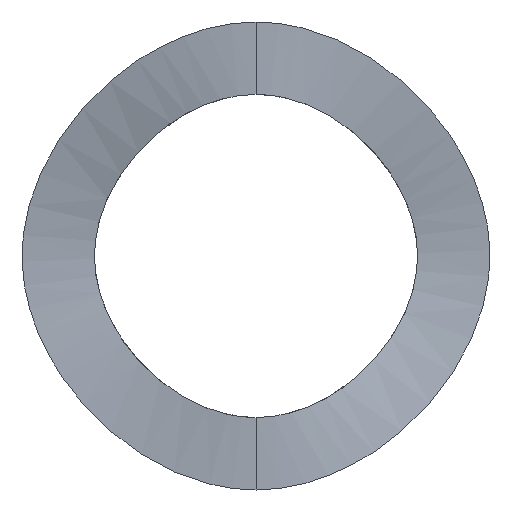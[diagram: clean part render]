
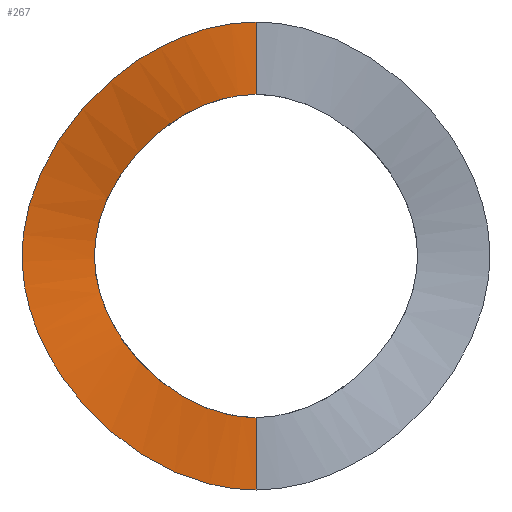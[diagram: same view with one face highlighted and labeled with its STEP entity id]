
A CAD part, front view. The second image highlights one B-rep face of the part: STEP entity #267.
In plain terms, the highlighted free-form (B-spline) face has degree [1, 3] with [2, 7] control points.
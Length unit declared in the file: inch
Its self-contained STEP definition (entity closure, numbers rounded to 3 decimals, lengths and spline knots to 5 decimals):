
#2 = B_SPLINE_SURFACE_WITH_KNOTS ( 'NONE', 1, 3, ( 
 ( #94, #93, #87, #89, #85, #84, #79 ),
 ( #78, #77, #76, #75, #74, #73, #70 ) ),
 .UNSPECIFIED., .F., .F., .F.,
 ( 2, 2 ),
 ( 4, 1, 1, 1, 4 ),
 ( 0., 1. ),
 ( 0., 0.25, 0.5, 0.75, 1. ),
 .UNSPECIFIED. ) ;
#25 = EDGE_LOOP ( 'NONE', ( #46, #43, #31, #44 ) ) ;
#31 = ORIENTED_EDGE ( 'NONE', *, *, #370, .T. ) ;
#43 = ORIENTED_EDGE ( 'NONE', *, *, #355, .T. ) ;
#44 = ORIENTED_EDGE ( 'NONE', *, *, #362, .F. ) ;
#46 = ORIENTED_EDGE ( 'NONE', *, *, #365, .F. ) ;
#50 = FACE_OUTER_BOUND ( 'NONE', #25, .T. ) ;
#67 = CARTESIAN_POINT ( 'NONE',  ( 0., 0., -0.126 ) ) ;
#70 = CARTESIAN_POINT ( 'NONE',  ( 0., 0., -0.126 ) ) ;
#73 = CARTESIAN_POINT ( 'NONE',  ( -0.063, 0., -0.126 ) ) ;
#74 = CARTESIAN_POINT ( 'NONE',  ( -0.189, 0.0486, 0. ) ) ;
#75 = CARTESIAN_POINT ( 'NONE',  ( 0., -0.0243, 0.189 ) ) ;
#76 = CARTESIAN_POINT ( 'NONE',  ( 0.189, 0.0486, 0. ) ) ;
#77 = CARTESIAN_POINT ( 'NONE',  ( 0.063, 0., -0.126 ) ) ;
#78 = CARTESIAN_POINT ( 'NONE',  ( 0., 0., -0.126 ) ) ;
#79 = CARTESIAN_POINT ( 'NONE',  ( 0., 0., -0.087 ) ) ;
#81 = VERTEX_POINT ( 'NONE', #111 ) ;
#84 = CARTESIAN_POINT ( 'NONE',  ( -0.0435, 0., -0.087 ) ) ;
#85 = CARTESIAN_POINT ( 'NONE',  ( -0.1305, 0.0486, 0. ) ) ;
#87 = CARTESIAN_POINT ( 'NONE',  ( 0.1305, 0.0486, 0. ) ) ;
#89 = CARTESIAN_POINT ( 'NONE',  ( 0., -0.0243, 0.1305 ) ) ;
#92 = CARTESIAN_POINT ( 'NONE',  ( 0., 0., 0.087 ) ) ;
#93 = CARTESIAN_POINT ( 'NONE',  ( 0.0435, 0., -0.087 ) ) ;
#94 = CARTESIAN_POINT ( 'NONE',  ( 0., 0., -0.087 ) ) ;
#111 = CARTESIAN_POINT ( 'NONE',  ( 0., 0., -0.087 ) ) ;
#112 = VERTEX_POINT ( 'NONE', #92 ) ;
#129 = CARTESIAN_POINT ( 'NONE',  ( 0., 0., 0.087 ) ) ;
#132 = CARTESIAN_POINT ( 'NONE',  ( 0., 0., -0.126 ) ) ;
#136 = CARTESIAN_POINT ( 'NONE',  ( 0., 0., -0.087 ) ) ;
#140 = CARTESIAN_POINT ( 'NONE',  ( 0., 0., -0.126 ) ) ;
#142 = CARTESIAN_POINT ( 'NONE',  ( 0., 0., 0.087 ) ) ;
#155 = CARTESIAN_POINT ( 'NONE',  ( 0., 0., -0.087 ) ) ;
#159 = CARTESIAN_POINT ( 'NONE',  ( -0.0435, 0., 0.087 ) ) ;
#161 = CARTESIAN_POINT ( 'NONE',  ( -0.1305, 0.0486, 0. ) ) ;
#162 = CARTESIAN_POINT ( 'NONE',  ( -0.0435, 0., -0.087 ) ) ;
#163 = CARTESIAN_POINT ( 'NONE',  ( -0.063, 0., -0.126 ) ) ;
#169 = CARTESIAN_POINT ( 'NONE',  ( 0., 0., 0.126 ) ) ;
#174 = CARTESIAN_POINT ( 'NONE',  ( -0.189, 0.0486, 0. ) ) ;
#175 = CARTESIAN_POINT ( 'NONE',  ( -0.063, 0., 0.126 ) ) ;
#181 = CARTESIAN_POINT ( 'NONE',  ( 0., 0., 0.126 ) ) ;
#201 = VERTEX_POINT ( 'NONE', #205 ) ;
#205 = CARTESIAN_POINT ( 'NONE',  ( 0., 0., 0.126 ) ) ;
#207 = VERTEX_POINT ( 'NONE', #67 ) ;
#267 = ADVANCED_FACE ( 'NONE', ( #50 ), #2, .T. ) ;
#308 = B_SPLINE_CURVE_WITH_KNOTS ( 'NONE', 3,
 ( #142, #159, #161, #162, #155 ),
 .UNSPECIFIED., .F., .F.,
 ( 4, 1, 4 ),
 ( 0.5, 0.75, 1. ),
 .UNSPECIFIED. ) ;
#312 = B_SPLINE_CURVE_WITH_KNOTS ( 'NONE', 1,
 ( #136, #140 ),
 .UNSPECIFIED., .F., .F.,
 ( 2, 2 ),
 ( 0., 1. ),
 .UNSPECIFIED. ) ;
#314 = B_SPLINE_CURVE_WITH_KNOTS ( 'NONE', 1,
 ( #129, #181 ),
 .UNSPECIFIED., .F., .F.,
 ( 2, 2 ),
 ( 0., 1. ),
 .UNSPECIFIED. ) ;
#319 = B_SPLINE_CURVE_WITH_KNOTS ( 'NONE', 3,
 ( #169, #175, #174, #163, #132 ),
 .UNSPECIFIED., .F., .F.,
 ( 4, 1, 4 ),
 ( 0.5, 0.75, 1. ),
 .UNSPECIFIED. ) ;
#355 = EDGE_CURVE ( 'NONE', #112, #201, #314, .T. ) ;
#362 = EDGE_CURVE ( 'NONE', #81, #207, #312, .T. ) ;
#365 = EDGE_CURVE ( 'NONE', #112, #81, #308, .T. ) ;
#370 = EDGE_CURVE ( 'NONE', #201, #207, #319, .T. ) ;
